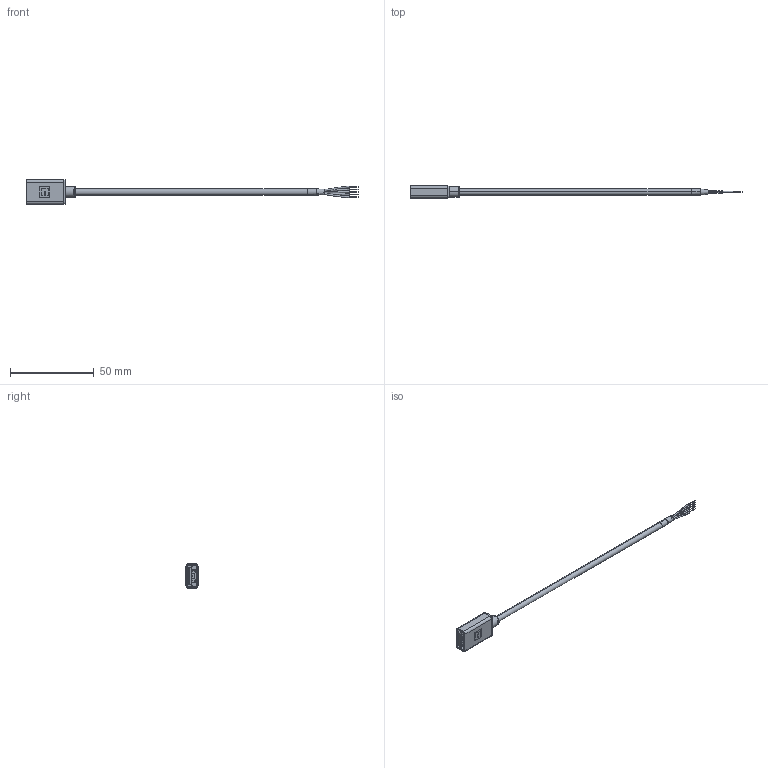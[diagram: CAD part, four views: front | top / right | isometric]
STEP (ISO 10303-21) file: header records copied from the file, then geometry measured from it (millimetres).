
FILE_DESCRIPTION (( 'STEP AP203' ), '1' );
FILE_NAME ('10-02336_revA.STEP', '2018-01-06T00:01:07', ( '' ), ( '' ), 'SwSTEP 2.0', 'SolidWorks 2015', '' );
FILE_SCHEMA (( 'CONFIG_CONTROL_DESIGN' ));
Length unit declared in the file: millimetre
Products named in the file (9): 50-00576 insulator 2; 50-00576 pin; 55-00074; 24-00217; 10-02336_revA; 50-00576 shell; 50-00576; 30-00088_stripped and tinned; 50-00576 insulator
Assembly tree (11 placements, depth 3):
  10-02336_revA
    30-00088_stripped and tinned
    24-00217
    55-00074
    50-00576
      50-00576 insulator
      50-00576 pin  x4
      50-00576 shell
      50-00576 insulator 2
Bounding box: 198.5 x 7.2 x 14.7 mm (x, y, z)
Volume: 3306.4 mm3; surface area: 15507 mm2
Topology: 96 solids, 96 shells, 1194 faces, 2947 edges, 1950 vertices
Faces by surface type: plane 732, cylinder 406, bspline 54, torus 2
Entity records: 33892 total; most frequent: CARTESIAN_POINT 8556, ORIENTED_EDGE 5000, DIRECTION 4977, EDGE_CURVE 2500, AXIS2_PLACEMENT_3D 1706, VERTEX_POINT 1659, LINE 1565, VECTOR 1565
